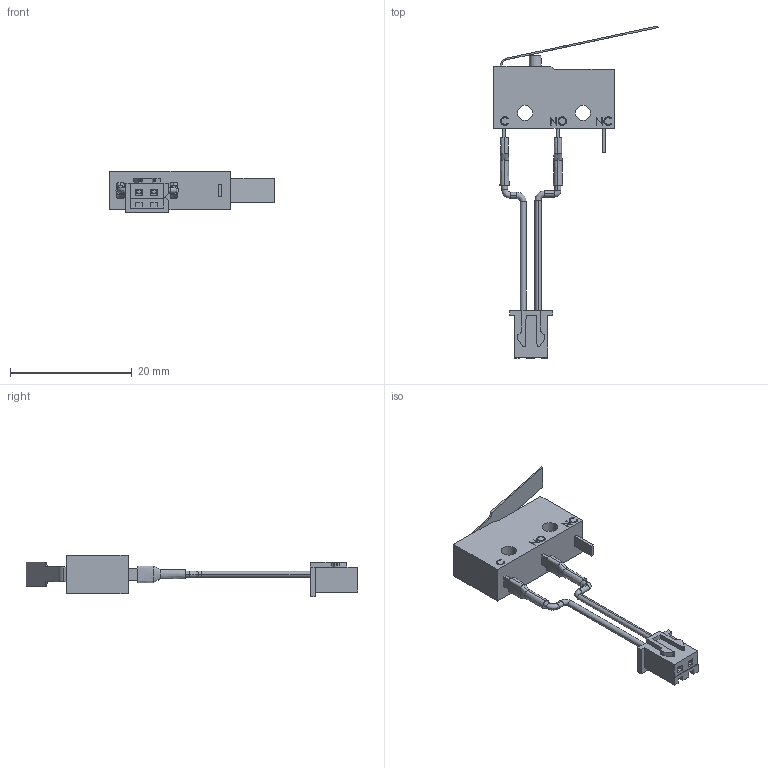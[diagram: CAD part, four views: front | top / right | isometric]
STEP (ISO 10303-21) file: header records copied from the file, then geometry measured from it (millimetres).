
FILE_DESCRIPTION (( 'STEP AP203' ), '1' );
FILE_NAME ('1543-B2P-C.STEP', '2014-06-23T12:55:09', ( 'The M瞁潎in' ), ( '' ), 'SwSTEP 2.0', 'SolidWorks 2013', '' );
FILE_SCHEMA (( 'CONFIG_CONTROL_DESIGN' ));
Length unit declared in the file: millimetre
Products named in the file (1): 1543-B2P-C
Bounding box: 27.05 x 54.62 x 6.9 mm (x, y, z)
Volume: 1429.5 mm3; surface area: 1832.7 mm2
Topology: 6 solids, 6 shells, 219 faces, 591 edges, 391 vertices
Faces by surface type: plane 142, bspline 38, cylinder 30, torus 7, cone 2
Entity records: 11294 total; most frequent: CARTESIAN_POINT 5866, ORIENTED_EDGE 1178, DIRECTION 973, EDGE_CURVE 589, LINE 425, VECTOR 425, VERTEX_POINT 391, AXIS2_PLACEMENT_3D 274
